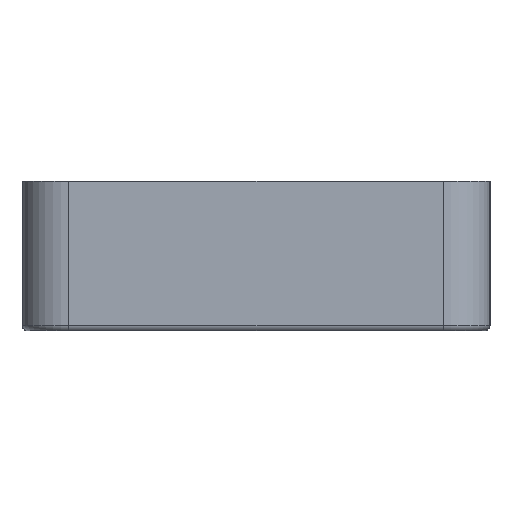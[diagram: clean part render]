
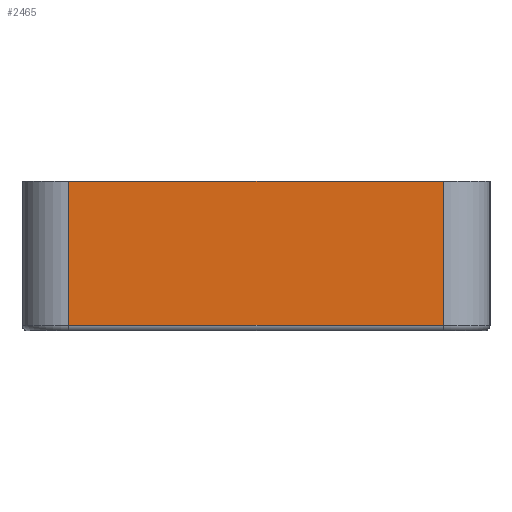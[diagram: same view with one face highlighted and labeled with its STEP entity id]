
A CAD part, left-side view. The second image highlights one B-rep face of the part: STEP entity #2465.
In plain terms, the highlighted planar face has unit normal (-1, 0, 0).
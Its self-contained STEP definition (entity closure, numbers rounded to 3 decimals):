
#466 = VERTEX_POINT ( 'NONE', #4933 ) ;
#496 = VECTOR ( 'NONE', #2613, 1000. ) ;
#645 = EDGE_CURVE ( 'NONE', #466, #1372, #4299, .T. ) ;
#1059 = CARTESIAN_POINT ( 'NONE',  ( -44., 22.5, 8. ) ) ;
#1349 = VECTOR ( 'NONE', #2847, 1000. ) ;
#1372 = VERTEX_POINT ( 'NONE', #2143 ) ;
#1378 = LINE ( 'NONE', #1059, #496 ) ;
#1578 = LINE ( 'NONE', #2554, #1993 ) ;
#1962 = DIRECTION ( 'NONE',  ( 0., 0., -1. ) ) ;
#1979 = ORIENTED_EDGE ( 'NONE', *, *, #645, .F. ) ;
#1993 = VECTOR ( 'NONE', #2217, 1000. ) ;
#2005 = CARTESIAN_POINT ( 'NONE',  ( -44., 22.5, 8. ) ) ;
#2143 = CARTESIAN_POINT ( 'NONE',  ( -44., 2.5, 8. ) ) ;
#2180 = VERTEX_POINT ( 'NONE', #4457 ) ;
#2217 = DIRECTION ( 'NONE',  ( 0., 0., -1. ) ) ;
#2286 = DIRECTION ( 'NONE',  ( 0., -1., 0. ) ) ;
#2465 = ADVANCED_FACE ( 'NONE', ( #2780 ), #3500, .F. ) ;
#2524 = ORIENTED_EDGE ( 'NONE', *, *, #4071, .T. ) ;
#2554 = CARTESIAN_POINT ( 'NONE',  ( -44., 2.5, 8. ) ) ;
#2604 = VERTEX_POINT ( 'NONE', #4795 ) ;
#2613 = DIRECTION ( 'NONE',  ( 0., 0., -1. ) ) ;
#2780 = FACE_OUTER_BOUND ( 'NONE', #3616, .T. ) ;
#2847 = DIRECTION ( 'NONE',  ( 0., -1., 0. ) ) ;
#2877 = LINE ( 'NONE', #3829, #4213 ) ;
#3365 = ORIENTED_EDGE ( 'NONE', *, *, #3424, .F. ) ;
#3424 = EDGE_CURVE ( 'NONE', #1372, #2604, #1578, .T. ) ;
#3500 = PLANE ( 'NONE',  #4674 ) ;
#3616 = EDGE_LOOP ( 'NONE', ( #2524, #4093, #3365, #1979 ) ) ;
#3620 = CARTESIAN_POINT ( 'NONE',  ( -44., 22.5, 8. ) ) ;
#3829 = CARTESIAN_POINT ( 'NONE',  ( -44., 22.5, 0.3 ) ) ;
#3910 = DIRECTION ( 'NONE',  ( 1., 0., 0. ) ) ;
#4071 = EDGE_CURVE ( 'NONE', #466, #2180, #1378, .T. ) ;
#4093 = ORIENTED_EDGE ( 'NONE', *, *, #4175, .T. ) ;
#4175 = EDGE_CURVE ( 'NONE', #2180, #2604, #2877, .T. ) ;
#4213 = VECTOR ( 'NONE', #2286, 1000. ) ;
#4299 = LINE ( 'NONE', #3620, #1349 ) ;
#4457 = CARTESIAN_POINT ( 'NONE',  ( -44., 22.5, 0.3 ) ) ;
#4674 = AXIS2_PLACEMENT_3D ( 'NONE', #2005, #3910, #1962 ) ;
#4795 = CARTESIAN_POINT ( 'NONE',  ( -44., 2.5, 0.3 ) ) ;
#4933 = CARTESIAN_POINT ( 'NONE',  ( -44., 22.5, 8. ) ) ;
